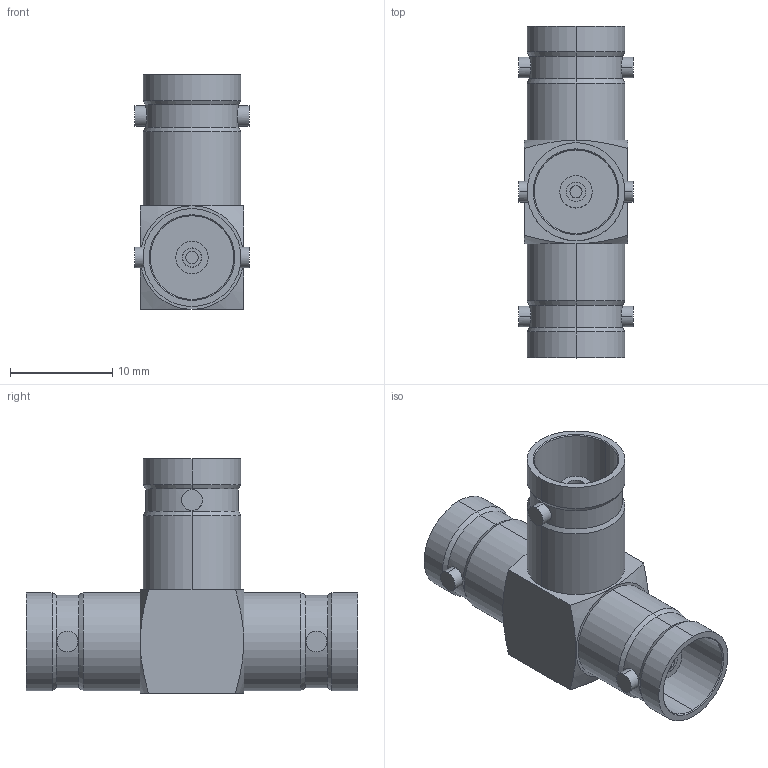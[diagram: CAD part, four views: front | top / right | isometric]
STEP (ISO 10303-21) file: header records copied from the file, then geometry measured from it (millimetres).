
FILE_DESCRIPTION (( 'STEP AP214' ), '1' );
FILE_NAME ('FMAD10085_3D.step', '2025-02-24T20:25:14', ( '' ), ( '' ), 'SwSTEP 2.0', 'SolidWorks 2022', '' );
FILE_SCHEMA (( 'AUTOMOTIVE_DESIGN' ));
Length unit declared in the file: inch
Products named in the file (1): FMAD10085_3D
Bounding box: 11.18 x 32.52 x 23.01 mm (x, y, z)
Volume: 2095.9 mm3; surface area: 2940.7 mm2
Topology: 1 solids, 1 shells, 113 faces, 228 edges, 138 vertices
Faces by surface type: cylinder 58, plane 29, cone 26
Entity records: 3332 total; most frequent: CARTESIAN_POINT 780, DIRECTION 546, ORIENTED_EDGE 456, AXIS2_PLACEMENT_3D 232, EDGE_CURVE 228, VERTEX_POINT 138, EDGE_LOOP 134, CIRCLE 118
